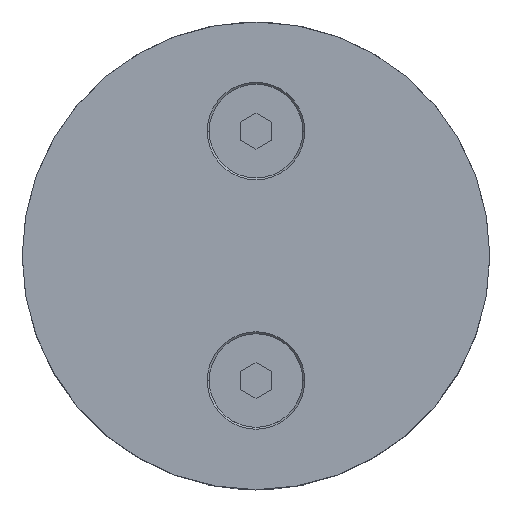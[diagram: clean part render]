
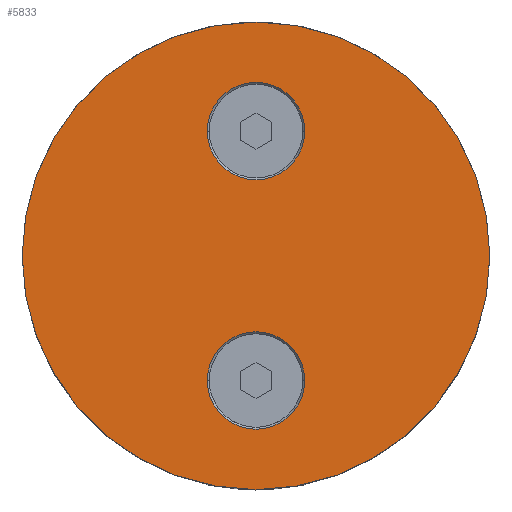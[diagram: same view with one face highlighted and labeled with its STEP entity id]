
A CAD part, top view. The second image highlights one B-rep face of the part: STEP entity #5833.
In plain terms, the highlighted face is planar.
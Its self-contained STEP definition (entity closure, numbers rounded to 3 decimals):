
#140 = DIRECTION ( 'NONE',  ( -1., 0., 0. ) ) ;
#177 = EDGE_LOOP ( 'NONE', ( #11211, #8837 ) ) ;
#1094 = DIRECTION ( 'NONE',  ( 0., 0., 1. ) ) ;
#1187 = AXIS2_PLACEMENT_3D ( 'NONE', #5446, #11798, #6386 ) ;
#1228 = DIRECTION ( 'NONE',  ( 0., 0., 1. ) ) ;
#1488 = EDGE_CURVE ( 'NONE', #11760, #2197, #3939, .T. ) ;
#1598 = EDGE_CURVE ( 'NONE', #2197, #11760, #6236, .T. ) ;
#1881 = CARTESIAN_POINT ( 'NONE',  ( 0., 0., 0. ) ) ;
#1975 = CARTESIAN_POINT ( 'NONE',  ( 0., 0., 0. ) ) ;
#1980 = EDGE_CURVE ( 'NONE', #6537, #7510, #10690, .T. ) ;
#2066 = CARTESIAN_POINT ( 'NONE',  ( 0., 16., 0. ) ) ;
#2134 = DIRECTION ( 'NONE',  ( -1., 0., 0. ) ) ;
#2197 = VERTEX_POINT ( 'NONE', #6957 ) ;
#2794 = ORIENTED_EDGE ( 'NONE', *, *, #1598, .F. ) ;
#2837 = FACE_OUTER_BOUND ( 'NONE', #11135, .T. ) ;
#3051 = DIRECTION ( 'NONE',  ( 0., 0., -1. ) ) ;
#3347 = ORIENTED_EDGE ( 'NONE', *, *, #9319, .F. ) ;
#3453 = VERTEX_POINT ( 'NONE', #11383 ) ;
#3579 = CARTESIAN_POINT ( 'NONE',  ( 0., -16., 0. ) ) ;
#3932 = DIRECTION ( 'NONE',  ( 0., 0., 1. ) ) ;
#3939 = CIRCLE ( 'NONE', #11460, 30. ) ;
#4122 = CARTESIAN_POINT ( 'NONE',  ( 30., 0., 0. ) ) ;
#4391 = FACE_BOUND ( 'NONE', #11091, .T. ) ;
#4449 = DIRECTION ( 'NONE',  ( -1., 0., 0. ) ) ;
#4588 = CARTESIAN_POINT ( 'NONE',  ( 6.25, -16., 0. ) ) ;
#4779 = EDGE_CURVE ( 'NONE', #3453, #10217, #5864, .T. ) ;
#5179 = AXIS2_PLACEMENT_3D ( 'NONE', #1881, #1094, #7405 ) ;
#5281 = AXIS2_PLACEMENT_3D ( 'NONE', #9534, #1228, #2134 ) ;
#5373 = DIRECTION ( 'NONE',  ( 0., 0., -1. ) ) ;
#5446 = CARTESIAN_POINT ( 'NONE',  ( 0., 16., 0. ) ) ;
#5483 = AXIS2_PLACEMENT_3D ( 'NONE', #3579, #5373, #4449 ) ;
#5521 = PLANE ( 'NONE',  #5179 ) ;
#5522 = ORIENTED_EDGE ( 'NONE', *, *, #1980, .F. ) ;
#5599 = CARTESIAN_POINT ( 'NONE',  ( 0., -16., 0. ) ) ;
#5833 = ADVANCED_FACE ( 'NONE', ( #2837, #4391, #9186 ), #5521, .F. ) ;
#5864 = CIRCLE ( 'NONE', #11341, 6.25 ) ;
#6236 = CIRCLE ( 'NONE', #5281, 30. ) ;
#6386 = DIRECTION ( 'NONE',  ( -1., 0., 0. ) ) ;
#6536 = DIRECTION ( 'NONE',  ( 0., 0., -1. ) ) ;
#6537 = VERTEX_POINT ( 'NONE', #11863 ) ;
#6957 = CARTESIAN_POINT ( 'NONE',  ( -30., 0., 0. ) ) ;
#7405 = DIRECTION ( 'NONE',  ( 1., 0., 0. ) ) ;
#7510 = VERTEX_POINT ( 'NONE', #4588 ) ;
#7582 = DIRECTION ( 'NONE',  ( -1., 0., 0. ) ) ;
#8167 = AXIS2_PLACEMENT_3D ( 'NONE', #5599, #3051, #140 ) ;
#8339 = EDGE_CURVE ( 'NONE', #10217, #3453, #10676, .T. ) ;
#8467 = DIRECTION ( 'NONE',  ( -1., 0., 0. ) ) ;
#8837 = ORIENTED_EDGE ( 'NONE', *, *, #8339, .F. ) ;
#8932 = ORIENTED_EDGE ( 'NONE', *, *, #1488, .F. ) ;
#9186 = FACE_BOUND ( 'NONE', #177, .T. ) ;
#9319 = EDGE_CURVE ( 'NONE', #7510, #6537, #10232, .T. ) ;
#9534 = CARTESIAN_POINT ( 'NONE',  ( 0., 0., 0. ) ) ;
#10217 = VERTEX_POINT ( 'NONE', #11873 ) ;
#10232 = CIRCLE ( 'NONE', #5483, 6.25 ) ;
#10676 = CIRCLE ( 'NONE', #1187, 6.25 ) ;
#10690 = CIRCLE ( 'NONE', #8167, 6.25 ) ;
#11091 = EDGE_LOOP ( 'NONE', ( #5522, #3347 ) ) ;
#11135 = EDGE_LOOP ( 'NONE', ( #2794, #8932 ) ) ;
#11211 = ORIENTED_EDGE ( 'NONE', *, *, #4779, .F. ) ;
#11341 = AXIS2_PLACEMENT_3D ( 'NONE', #2066, #6536, #8467 ) ;
#11383 = CARTESIAN_POINT ( 'NONE',  ( -6.25, 16., 0. ) ) ;
#11460 = AXIS2_PLACEMENT_3D ( 'NONE', #1975, #3932, #7582 ) ;
#11760 = VERTEX_POINT ( 'NONE', #4122 ) ;
#11798 = DIRECTION ( 'NONE',  ( 0., 0., -1. ) ) ;
#11863 = CARTESIAN_POINT ( 'NONE',  ( -6.25, -16., 0. ) ) ;
#11873 = CARTESIAN_POINT ( 'NONE',  ( 6.25, 16., 0. ) ) ;
